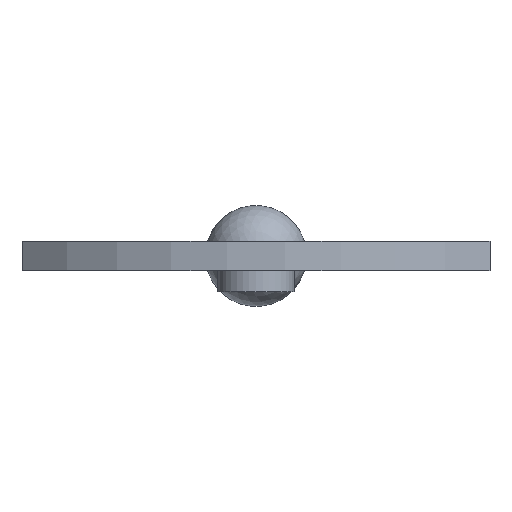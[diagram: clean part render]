
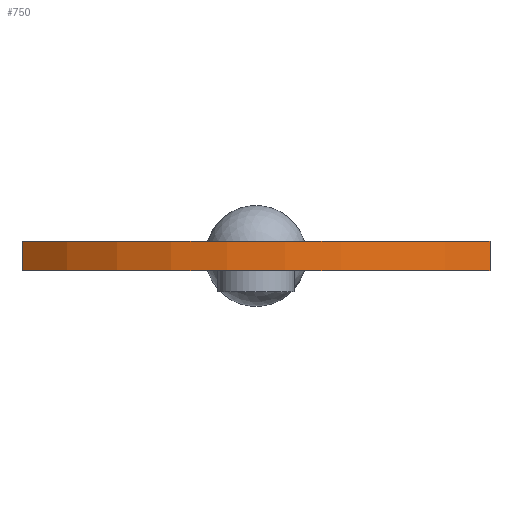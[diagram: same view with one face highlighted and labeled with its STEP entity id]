
A CAD part, front view. The second image highlights one B-rep face of the part: STEP entity #750.
In plain terms, the highlighted cylindrical face has radius 72.39 mm (diameter 144.78 mm), a partial arc.
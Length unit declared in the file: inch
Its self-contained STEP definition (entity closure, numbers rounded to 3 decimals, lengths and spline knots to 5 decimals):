
#17 = VECTOR ( 'NONE', #1116, 39.37008 ) ;
#108 = AXIS2_PLACEMENT_3D ( 'NONE', #1818, #1529, #1374 ) ;
#227 = CARTESIAN_POINT ( 'NONE',  ( 0., 0., 0.25 ) ) ;
#297 = EDGE_CURVE ( 'NONE', #1112, #1876, #825, .T. ) ;
#314 = CARTESIAN_POINT ( 'NONE',  ( 0., 0., 0. ) ) ;
#407 = EDGE_CURVE ( 'NONE', #1112, #716, #665, .T. ) ;
#474 = ORIENTED_EDGE ( 'NONE', *, *, #902, .F. ) ;
#498 = VERTEX_POINT ( 'NONE', #851 ) ;
#575 = AXIS2_PLACEMENT_3D ( 'NONE', #227, #1852, #1807 ) ;
#604 = DIRECTION ( 'NONE',  ( 1., 0., 0. ) ) ;
#651 = EDGE_LOOP ( 'NONE', ( #1235, #474, #1004, #925 ) ) ;
#659 = CARTESIAN_POINT ( 'NONE',  ( -1.96835, -2.06109, 0.25 ) ) ;
#665 = CIRCLE ( 'NONE', #575, 2.85 ) ;
#668 = CYLINDRICAL_SURFACE ( 'NONE', #108, 2.85 ) ;
#716 = VERTEX_POINT ( 'NONE', #1512 ) ;
#750 = ADVANCED_FACE ( 'NONE', ( #1827 ), #668, .T. ) ;
#789 = CARTESIAN_POINT ( 'NONE',  ( -1.96835, -2.06109, 0.25 ) ) ;
#825 = LINE ( 'NONE', #659, #17 ) ;
#846 = CARTESIAN_POINT ( 'NONE',  ( 1.96835, -2.06109, 0.25 ) ) ;
#851 = CARTESIAN_POINT ( 'NONE',  ( 1.96835, -2.06109, 0. ) ) ;
#889 = DIRECTION ( 'NONE',  ( 0., 0., 1. ) ) ;
#902 = EDGE_CURVE ( 'NONE', #716, #498, #1317, .T. ) ;
#925 = ORIENTED_EDGE ( 'NONE', *, *, #297, .T. ) ;
#992 = DIRECTION ( 'NONE',  ( 0., 0., -1. ) ) ;
#1004 = ORIENTED_EDGE ( 'NONE', *, *, #407, .F. ) ;
#1009 = AXIS2_PLACEMENT_3D ( 'NONE', #314, #889, #604 ) ;
#1017 = EDGE_CURVE ( 'NONE', #1876, #498, #1591, .T. ) ;
#1103 = CARTESIAN_POINT ( 'NONE',  ( -1.96835, -2.06109, 0. ) ) ;
#1112 = VERTEX_POINT ( 'NONE', #789 ) ;
#1116 = DIRECTION ( 'NONE',  ( 0., 0., -1. ) ) ;
#1235 = ORIENTED_EDGE ( 'NONE', *, *, #1017, .T. ) ;
#1317 = LINE ( 'NONE', #846, #1382 ) ;
#1374 = DIRECTION ( 'NONE',  ( -1., 0., 0. ) ) ;
#1382 = VECTOR ( 'NONE', #992, 39.37008 ) ;
#1512 = CARTESIAN_POINT ( 'NONE',  ( 1.96835, -2.06109, 0.25 ) ) ;
#1529 = DIRECTION ( 'NONE',  ( 0., 0., -1. ) ) ;
#1591 = CIRCLE ( 'NONE', #1009, 2.85 ) ;
#1807 = DIRECTION ( 'NONE',  ( 1., 0., 0. ) ) ;
#1818 = CARTESIAN_POINT ( 'NONE',  ( 0., 0., 0.25 ) ) ;
#1827 = FACE_OUTER_BOUND ( 'NONE', #651, .T. ) ;
#1852 = DIRECTION ( 'NONE',  ( 0., 0., 1. ) ) ;
#1876 = VERTEX_POINT ( 'NONE', #1103 ) ;
